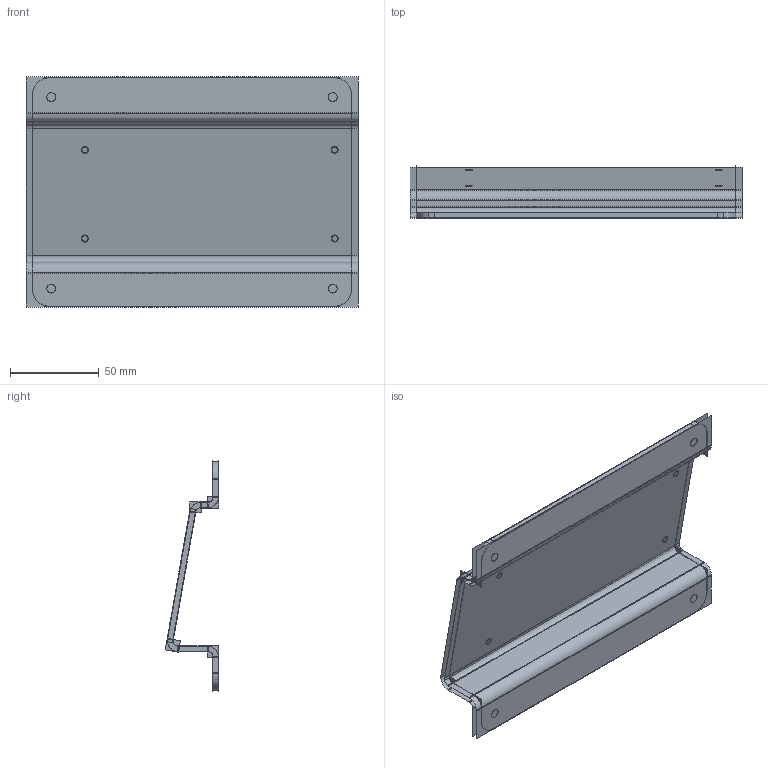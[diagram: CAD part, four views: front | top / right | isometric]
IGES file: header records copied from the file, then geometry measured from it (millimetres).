
Start section:  PTC IGES file: 211823.igs
Global section: file name: 211823.igs; native system: Creo Parametric by PTC Inc.; preprocessor: 2018300; author: pdmadmin; organization: Unknown; date: 20190429.115305; units: millimetre
Bounding box: 187.2 x 30.2 x 129.78 mm (x, y, z)
Volume: 86353.5 mm3; surface area: 276623 mm2
Topology: 1 solids, 5 shells, 838 faces, 4110 edges, 4980 vertices
Faces by surface type: bspline 766, revolution 72
